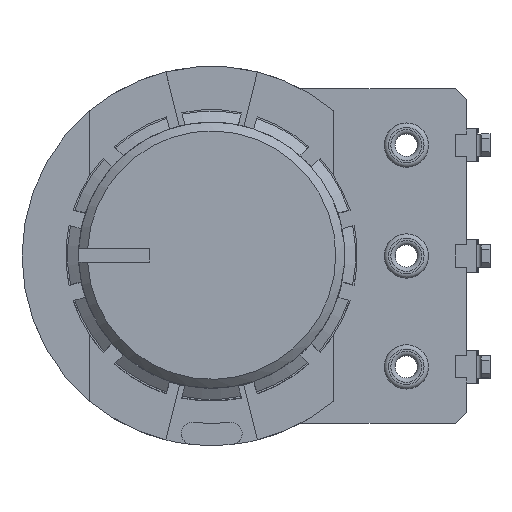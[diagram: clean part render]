
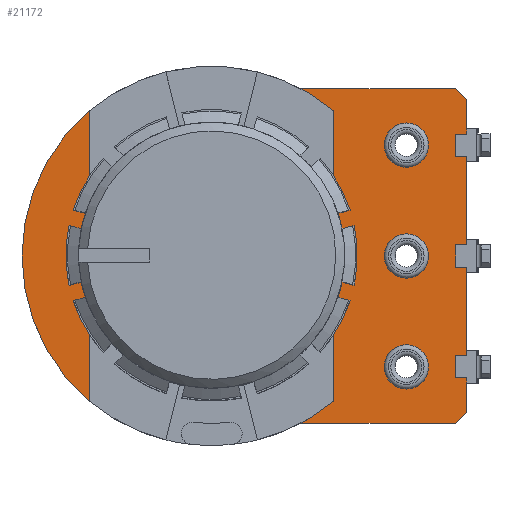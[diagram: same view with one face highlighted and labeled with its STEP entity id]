
A CAD part, top view. The second image highlights one B-rep face of the part: STEP entity #21172.
In plain terms, the highlighted planar face has unit normal (0, 0, 1).
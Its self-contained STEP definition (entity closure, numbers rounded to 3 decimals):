
#544=FACE_BOUND('',#2488,.T.);
#545=FACE_BOUND('',#2489,.T.);
#546=FACE_BOUND('',#2490,.T.);
#578=PLANE('',#22463);
#1345=FACE_OUTER_BOUND('',#2487,.T.);
#2487=EDGE_LOOP('',(#14544,#14545,#14546,#14547,#14548,#14549,#14550,#14551,
#14552,#14553,#14554,#14555,#14556,#14557,#14558,#14559,#14560,#14561));
#2488=EDGE_LOOP('',(#14562,#14563));
#2489=EDGE_LOOP('',(#14564,#14565));
#2490=EDGE_LOOP('',(#14566,#14567));
#3652=LINE('',#31310,#5791);
#3658=LINE('',#31323,#5797);
#3662=LINE('',#31332,#5801);
#3664=LINE('',#31336,#5803);
#3669=LINE('',#31345,#5808);
#3672=LINE('',#31353,#5811);
#3674=LINE('',#31357,#5813);
#3675=LINE('',#31358,#5814);
#3676=LINE('',#31359,#5815);
#3677=LINE('',#31361,#5816);
#3678=LINE('',#31363,#5817);
#3679=LINE('',#31364,#5818);
#3680=LINE('',#31366,#5819);
#3681=LINE('',#31368,#5820);
#3682=LINE('',#31369,#5821);
#3683=LINE('',#31371,#5822);
#3684=LINE('',#31372,#5823);
#5791=VECTOR('',#24714,1000.);
#5797=VECTOR('',#24722,1000.);
#5801=VECTOR('',#24728,1000.);
#5803=VECTOR('',#24732,1000.);
#5808=VECTOR('',#24739,1000.);
#5811=VECTOR('',#24744,1000.);
#5813=VECTOR('',#24748,1000.);
#5814=VECTOR('',#24749,1000.);
#5815=VECTOR('',#24750,1000.);
#5816=VECTOR('',#24751,1000.);
#5817=VECTOR('',#24752,1000.);
#5818=VECTOR('',#24753,1000.);
#5819=VECTOR('',#24754,1000.);
#5820=VECTOR('',#24755,1000.);
#5821=VECTOR('',#24756,1000.);
#5822=VECTOR('',#24757,1000.);
#5823=VECTOR('',#24758,1000.);
#7927=CIRCLE('',#22442,0.75);
#7928=CIRCLE('',#22443,0.75);
#7931=CIRCLE('',#22447,0.75);
#7932=CIRCLE('',#22448,0.75);
#7935=CIRCLE('',#22452,0.75);
#7936=CIRCLE('',#22453,0.75);
#7937=CIRCLE('',#22455,8.55);
#9010=VERTEX_POINT('',#31273);
#9011=VERTEX_POINT('',#31275);
#9014=VERTEX_POINT('',#31283);
#9015=VERTEX_POINT('',#31285);
#9018=VERTEX_POINT('',#31293);
#9019=VERTEX_POINT('',#31295);
#9020=VERTEX_POINT('',#31299);
#9021=VERTEX_POINT('',#31300);
#9024=VERTEX_POINT('',#31308);
#9025=VERTEX_POINT('',#31309);
#9030=VERTEX_POINT('',#31320);
#9031=VERTEX_POINT('',#31322);
#9034=VERTEX_POINT('',#31329);
#9035=VERTEX_POINT('',#31331);
#9036=VERTEX_POINT('',#31335);
#9039=VERTEX_POINT('',#31343);
#9042=VERTEX_POINT('',#31350);
#9043=VERTEX_POINT('',#31352);
#9044=VERTEX_POINT('',#31356);
#9045=VERTEX_POINT('',#31360);
#9046=VERTEX_POINT('',#31362);
#9047=VERTEX_POINT('',#31365);
#9048=VERTEX_POINT('',#31367);
#9049=VERTEX_POINT('',#31370);
#11201=EDGE_CURVE('',#9010,#9011,#7927,.T.);
#11202=EDGE_CURVE('',#9011,#9010,#7928,.T.);
#11206=EDGE_CURVE('',#9014,#9015,#7931,.T.);
#11207=EDGE_CURVE('',#9015,#9014,#7932,.T.);
#11211=EDGE_CURVE('',#9018,#9019,#7935,.T.);
#11212=EDGE_CURVE('',#9019,#9018,#7936,.T.);
#11213=EDGE_CURVE('',#9020,#9021,#7937,.T.);
#11217=EDGE_CURVE('',#9024,#9025,#3652,.T.);
#11223=EDGE_CURVE('',#9031,#9030,#3658,.T.);
#11227=EDGE_CURVE('',#9035,#9034,#3662,.T.);
#11229=EDGE_CURVE('',#9020,#9036,#3664,.T.);
#11234=EDGE_CURVE('',#9021,#9039,#3669,.T.);
#11237=EDGE_CURVE('',#9043,#9042,#3672,.T.);
#11239=EDGE_CURVE('',#9024,#9044,#3674,.T.);
#11240=EDGE_CURVE('',#9025,#9036,#3675,.T.);
#11241=EDGE_CURVE('',#9039,#9043,#3676,.T.);
#11242=EDGE_CURVE('',#9045,#9042,#3677,.T.);
#11243=EDGE_CURVE('',#9046,#9045,#3678,.T.);
#11244=EDGE_CURVE('',#9035,#9046,#3679,.T.);
#11245=EDGE_CURVE('',#9047,#9034,#3680,.T.);
#11246=EDGE_CURVE('',#9048,#9047,#3681,.T.);
#11247=EDGE_CURVE('',#9031,#9048,#3682,.T.);
#11248=EDGE_CURVE('',#9049,#9030,#3683,.T.);
#11249=EDGE_CURVE('',#9044,#9049,#3684,.T.);
#14544=ORIENTED_EDGE('',*,*,#11239,.F.);
#14545=ORIENTED_EDGE('',*,*,#11217,.T.);
#14546=ORIENTED_EDGE('',*,*,#11240,.T.);
#14547=ORIENTED_EDGE('',*,*,#11229,.F.);
#14548=ORIENTED_EDGE('',*,*,#11213,.T.);
#14549=ORIENTED_EDGE('',*,*,#11234,.T.);
#14550=ORIENTED_EDGE('',*,*,#11241,.T.);
#14551=ORIENTED_EDGE('',*,*,#11237,.T.);
#14552=ORIENTED_EDGE('',*,*,#11242,.F.);
#14553=ORIENTED_EDGE('',*,*,#11243,.F.);
#14554=ORIENTED_EDGE('',*,*,#11244,.F.);
#14555=ORIENTED_EDGE('',*,*,#11227,.T.);
#14556=ORIENTED_EDGE('',*,*,#11245,.F.);
#14557=ORIENTED_EDGE('',*,*,#11246,.F.);
#14558=ORIENTED_EDGE('',*,*,#11247,.F.);
#14559=ORIENTED_EDGE('',*,*,#11223,.T.);
#14560=ORIENTED_EDGE('',*,*,#11248,.F.);
#14561=ORIENTED_EDGE('',*,*,#11249,.F.);
#14562=ORIENTED_EDGE('',*,*,#11202,.F.);
#14563=ORIENTED_EDGE('',*,*,#11201,.F.);
#14564=ORIENTED_EDGE('',*,*,#11207,.F.);
#14565=ORIENTED_EDGE('',*,*,#11206,.F.);
#14566=ORIENTED_EDGE('',*,*,#11212,.F.);
#14567=ORIENTED_EDGE('',*,*,#11211,.F.);
#21172=ADVANCED_FACE('',(#1345,#544,#545,#546),#578,.T.);
#22442=AXIS2_PLACEMENT_3D('',#31276,#24678,#24679);
#22443=AXIS2_PLACEMENT_3D('',#31277,#24680,#24681);
#22447=AXIS2_PLACEMENT_3D('',#31286,#24689,#24690);
#22448=AXIS2_PLACEMENT_3D('',#31287,#24691,#24692);
#22452=AXIS2_PLACEMENT_3D('',#31296,#24700,#24701);
#22453=AXIS2_PLACEMENT_3D('',#31297,#24702,#24703);
#22455=AXIS2_PLACEMENT_3D('',#31301,#24706,#24707);
#22463=AXIS2_PLACEMENT_3D('',#31355,#24746,#24747);
#24678=DIRECTION('center_axis',(0.,0.,1.));
#24679=DIRECTION('ref_axis',(1.,0.,0.));
#24680=DIRECTION('center_axis',(0.,0.,1.));
#24681=DIRECTION('ref_axis',(1.,0.,0.));
#24689=DIRECTION('center_axis',(0.,0.,1.));
#24690=DIRECTION('ref_axis',(1.,0.,0.));
#24691=DIRECTION('center_axis',(0.,0.,1.));
#24692=DIRECTION('ref_axis',(1.,0.,0.));
#24700=DIRECTION('center_axis',(0.,0.,1.));
#24701=DIRECTION('ref_axis',(1.,0.,0.));
#24702=DIRECTION('center_axis',(0.,0.,1.));
#24703=DIRECTION('ref_axis',(1.,0.,0.));
#24706=DIRECTION('center_axis',(0.,0.,1.));
#24707=DIRECTION('ref_axis',(1.,0.,0.));
#24714=DIRECTION('',(1.,0.,0.));
#24722=DIRECTION('',(1.,0.,0.));
#24728=DIRECTION('',(1.,0.,0.));
#24732=DIRECTION('',(0.,-1.,0.));
#24739=DIRECTION('',(0.,-1.,0.));
#24744=DIRECTION('',(1.,0.,0.));
#24746=DIRECTION('center_axis',(0.,0.,1.));
#24747=DIRECTION('ref_axis',(1.,0.,0.));
#24748=DIRECTION('',(0.,1.,0.));
#24749=DIRECTION('',(0.707,0.707,0.));
#24750=DIRECTION('',(0.707,-0.707,0.));
#24751=DIRECTION('',(0.,-1.,0.));
#24752=DIRECTION('',(-1.,0.,0.));
#24753=DIRECTION('',(0.,1.,0.));
#24754=DIRECTION('',(0.,-1.,0.));
#24755=DIRECTION('',(-1.,0.,0.));
#24756=DIRECTION('',(0.,1.,0.));
#24757=DIRECTION('',(0.,-1.,0.));
#24758=DIRECTION('',(-1.,0.,0.));
#31273=CARTESIAN_POINT('',(4.25,-8.782,6.63));
#31275=CARTESIAN_POINT('',(5.75,-8.782,6.63));
#31276=CARTESIAN_POINT('Origin',(5.,-8.782,6.63));
#31277=CARTESIAN_POINT('Origin',(5.,-8.782,6.63));
#31283=CARTESIAN_POINT('',(-0.75,-8.782,6.63));
#31285=CARTESIAN_POINT('',(0.75,-8.782,6.63));
#31286=CARTESIAN_POINT('Origin',(0.,-8.782,
6.63));
#31287=CARTESIAN_POINT('Origin',(0.,-8.782,
6.63));
#31293=CARTESIAN_POINT('',(-5.75,-8.782,6.63));
#31295=CARTESIAN_POINT('',(-4.25,-8.782,6.63));
#31296=CARTESIAN_POINT('Origin',(-5.,-8.782,6.63));
#31297=CARTESIAN_POINT('Origin',(-5.,-8.782,6.63));
#31299=CARTESIAN_POINT('',(7.55,-4.012,6.63));
#31300=CARTESIAN_POINT('',(-7.55,-4.012,6.63));
#31301=CARTESIAN_POINT('Origin',(0.,0.,6.63));
#31308=CARTESIAN_POINT('',(5.5,-11.5,6.63));
#31309=CARTESIAN_POINT('',(7.05,-11.5,6.63));
#31310=CARTESIAN_POINT('',(0.,-11.5,6.63));
#31320=CARTESIAN_POINT('',(4.5,-11.5,6.63));
#31322=CARTESIAN_POINT('',(0.5,-11.5,6.63));
#31323=CARTESIAN_POINT('',(0.,-11.5,6.63));
#31329=CARTESIAN_POINT('',(-0.5,-11.5,6.63));
#31331=CARTESIAN_POINT('',(-4.5,-11.5,6.63));
#31332=CARTESIAN_POINT('',(0.,-11.5,6.63));
#31335=CARTESIAN_POINT('',(7.55,-11.,6.63));
#31336=CARTESIAN_POINT('',(7.55,0.,6.63));
#31343=CARTESIAN_POINT('',(-7.55,-11.,6.63));
#31345=CARTESIAN_POINT('',(-7.55,0.,6.63));
#31350=CARTESIAN_POINT('',(-5.5,-11.5,6.63));
#31352=CARTESIAN_POINT('',(-7.05,-11.5,6.63));
#31353=CARTESIAN_POINT('',(0.,-11.5,6.63));
#31355=CARTESIAN_POINT('Origin',(0.,0.,6.63));
#31356=CARTESIAN_POINT('',(5.5,-11.,6.63));
#31357=CARTESIAN_POINT('',(5.5,-11.,6.63));
#31358=CARTESIAN_POINT('',(9.275,-9.275,6.63));
#31359=CARTESIAN_POINT('',(-9.275,-9.275,6.63));
#31360=CARTESIAN_POINT('',(-5.5,-11.,6.63));
#31361=CARTESIAN_POINT('',(-5.5,-11.,6.63));
#31362=CARTESIAN_POINT('',(-4.5,-11.,6.63));
#31363=CARTESIAN_POINT('',(-5.5,-11.,6.63));
#31364=CARTESIAN_POINT('',(-4.5,-11.,6.63));
#31365=CARTESIAN_POINT('',(-0.5,-11.,6.63));
#31366=CARTESIAN_POINT('',(-0.5,-11.,6.63));
#31367=CARTESIAN_POINT('',(0.5,-11.,6.63));
#31368=CARTESIAN_POINT('',(-0.5,-11.,6.63));
#31369=CARTESIAN_POINT('',(0.5,-11.,6.63));
#31370=CARTESIAN_POINT('',(4.5,-11.,6.63));
#31371=CARTESIAN_POINT('',(4.5,-11.,6.63));
#31372=CARTESIAN_POINT('',(4.5,-11.,6.63));
